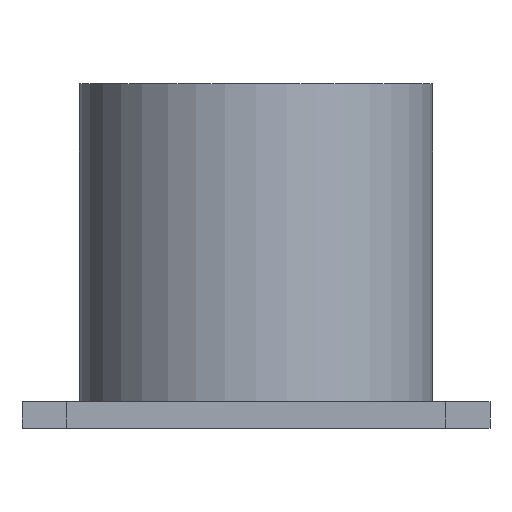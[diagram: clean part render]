
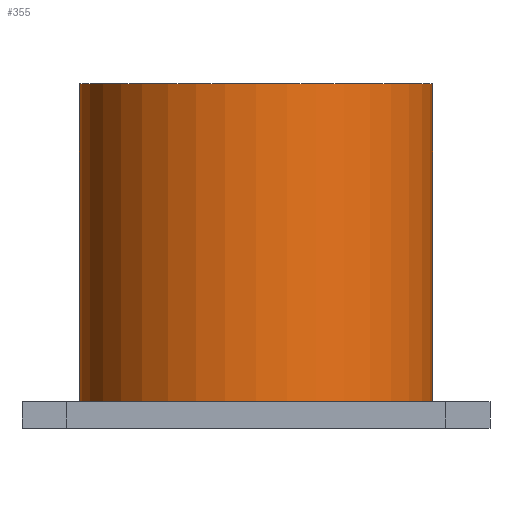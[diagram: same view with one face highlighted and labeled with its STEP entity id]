
A CAD part, front view. The second image highlights one B-rep face of the part: STEP entity #355.
In plain terms, the highlighted cylindrical face has radius 2 mm (diameter 4 mm), a partial arc.
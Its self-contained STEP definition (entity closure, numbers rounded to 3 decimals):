
#167 = DIRECTION ( 'NONE',  ( 1., 0., 0. ) ) ;
#168 = DIRECTION ( 'NONE',  ( 0., 0., 1. ) ) ;
#169 = CARTESIAN_POINT ( 'NONE',  ( 0., 0., 0.3 ) ) ;
#170 = AXIS2_PLACEMENT_3D ( 'NONE', #169, #168, #167 ) ;
#171 = CIRCLE ( 'NONE', #170, 2. ) ;
#185 = DIRECTION ( 'NONE',  ( 0., 0., 1. ) ) ;
#186 = VECTOR ( 'NONE', #185, 1000. ) ;
#187 = CARTESIAN_POINT ( 'NONE',  ( -2., 0., 0.3 ) ) ;
#188 = LINE ( 'NONE', #187, #186 ) ;
#189 = CARTESIAN_POINT ( 'NONE',  ( -2., 0., 0.3 ) ) ;
#190 = CARTESIAN_POINT ( 'NONE',  ( 2., 0., 0.3 ) ) ;
#344 = VERTEX_POINT ( 'NONE', #662 ) ;
#347 = VERTEX_POINT ( 'NONE', #681 ) ;
#349 = EDGE_CURVE ( 'NONE', #485, #347, #603, .T. ) ;
#354 = EDGE_CURVE ( 'NONE', #344, #347, #659, .T. ) ;
#355 = ADVANCED_FACE ( 'NONE', ( #643 ), #642, .T. ) ;
#356 = EDGE_LOOP ( 'NONE', ( #357, #497, #499, #500 ) ) ;
#357 = ORIENTED_EDGE ( 'NONE', *, *, #488, .F. ) ;
#485 = VERTEX_POINT ( 'NONE', #190 ) ;
#486 = VERTEX_POINT ( 'NONE', #189 ) ;
#488 = EDGE_CURVE ( 'NONE', #486, #344, #188, .T. ) ;
#497 = ORIENTED_EDGE ( 'NONE', *, *, #498, .T. ) ;
#498 = EDGE_CURVE ( 'NONE', #486, #485, #171, .T. ) ;
#499 = ORIENTED_EDGE ( 'NONE', *, *, #349, .T. ) ;
#500 = ORIENTED_EDGE ( 'NONE', *, *, #354, .F. ) ;
#600 = DIRECTION ( 'NONE',  ( 0., 0., 1. ) ) ;
#601 = VECTOR ( 'NONE', #600, 1000. ) ;
#602 = CARTESIAN_POINT ( 'NONE',  ( 2., 0., 0.3 ) ) ;
#603 = LINE ( 'NONE', #602, #601 ) ;
#636 = DIRECTION ( 'NONE',  ( 1., 0., 0. ) ) ;
#637 = DIRECTION ( 'NONE',  ( 0., 0., 1. ) ) ;
#638 = AXIS2_PLACEMENT_3D ( 'NONE', #641, #637, #636 ) ;
#641 = CARTESIAN_POINT ( 'NONE',  ( 0., 0., 0.3 ) ) ;
#642 = CYLINDRICAL_SURFACE ( 'NONE', #638, 2. ) ;
#643 = FACE_OUTER_BOUND ( 'NONE', #356, .T. ) ;
#644 = DIRECTION ( 'NONE',  ( 1., 0., 0. ) ) ;
#645 = DIRECTION ( 'NONE',  ( 0., 0., 1. ) ) ;
#655 = CARTESIAN_POINT ( 'NONE',  ( 0., 0., 3.9 ) ) ;
#656 = AXIS2_PLACEMENT_3D ( 'NONE', #655, #645, #644 ) ;
#659 = CIRCLE ( 'NONE', #656, 2. ) ;
#662 = CARTESIAN_POINT ( 'NONE',  ( -2., 0., 3.9 ) ) ;
#681 = CARTESIAN_POINT ( 'NONE',  ( 2., 0., 3.9 ) ) ;
